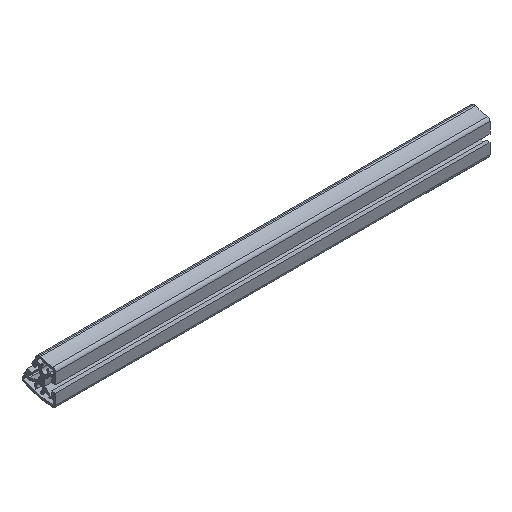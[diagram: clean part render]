
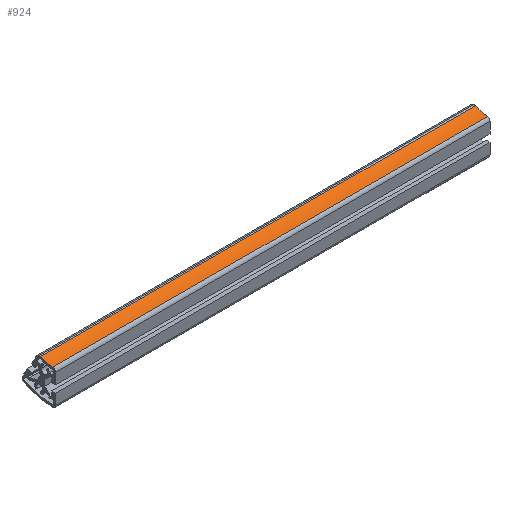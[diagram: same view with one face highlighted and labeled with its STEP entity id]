
A CAD part, isometric view. The second image highlights one B-rep face of the part: STEP entity #924.
In plain terms, the highlighted cylindrical face has radius 40 mm (diameter 80 mm), a partial arc.
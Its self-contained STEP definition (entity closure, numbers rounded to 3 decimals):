
#12 = CIRCLE ( 'NONE', #143, 40. ) ;
#50 = CIRCLE ( 'NONE', #1058, 40. ) ;
#55 = ORIENTED_EDGE ( 'NONE', *, *, #237, .F. ) ;
#95 = VERTEX_POINT ( 'NONE', #638 ) ;
#100 = EDGE_CURVE ( 'NONE', #644, #95, #1755, .T. ) ;
#143 = AXIS2_PLACEMENT_3D ( 'NONE', #379, #398, #1370 ) ;
#144 = VECTOR ( 'NONE', #1072, 1000. ) ;
#232 = VERTEX_POINT ( 'NONE', #471 ) ;
#237 = EDGE_CURVE ( 'NONE', #232, #644, #50, .T. ) ;
#298 = CARTESIAN_POINT ( 'NONE',  ( 500., 4.248, 2412.162 ) ) ;
#319 = CARTESIAN_POINT ( 'NONE',  ( 500., -12.9, 2448.3 ) ) ;
#376 = EDGE_CURVE ( 'NONE', #232, #456, #1084, .T. ) ;
#379 = CARTESIAN_POINT ( 'NONE',  ( 0., -12.9, 2448.3 ) ) ;
#392 = CARTESIAN_POINT ( 'NONE',  ( 0., 4.248, 2412.162 ) ) ;
#398 = DIRECTION ( 'NONE',  ( -1., 0., 0. ) ) ;
#456 = VERTEX_POINT ( 'NONE', #392 ) ;
#471 = CARTESIAN_POINT ( 'NONE',  ( 500., 4.248, 2412.162 ) ) ;
#472 = CARTESIAN_POINT ( 'NONE',  ( 500., -12.9, 2448.3 ) ) ;
#595 = DIRECTION ( 'NONE',  ( -1., 0., 0. ) ) ;
#602 = ORIENTED_EDGE ( 'NONE', *, *, #885, .T. ) ;
#638 = CARTESIAN_POINT ( 'NONE',  ( 0., -9.682, 2408.43 ) ) ;
#644 = VERTEX_POINT ( 'NONE', #1172 ) ;
#656 = CARTESIAN_POINT ( 'NONE',  ( 500., -9.682, 2408.43 ) ) ;
#763 = VECTOR ( 'NONE', #1251, 1000. ) ;
#879 = ORIENTED_EDGE ( 'NONE', *, *, #100, .F. ) ;
#885 = EDGE_CURVE ( 'NONE', #456, #95, #12, .T. ) ;
#924 = ADVANCED_FACE ( 'NONE', ( #1680 ), #983, .F. ) ;
#983 = CYLINDRICAL_SURFACE ( 'NONE', #1740, 40. ) ;
#1058 = AXIS2_PLACEMENT_3D ( 'NONE', #319, #595, #1423 ) ;
#1072 = DIRECTION ( 'NONE',  ( -1., 0., 0. ) ) ;
#1084 = LINE ( 'NONE', #298, #763 ) ;
#1161 = DIRECTION ( 'NONE',  ( 0., 0., 1. ) ) ;
#1172 = CARTESIAN_POINT ( 'NONE',  ( 500., -9.682, 2408.43 ) ) ;
#1251 = DIRECTION ( 'NONE',  ( -1., 0., 0. ) ) ;
#1313 = ORIENTED_EDGE ( 'NONE', *, *, #376, .T. ) ;
#1370 = DIRECTION ( 'NONE',  ( 0., 0., -1. ) ) ;
#1399 = EDGE_LOOP ( 'NONE', ( #602, #879, #55, #1313 ) ) ;
#1423 = DIRECTION ( 'NONE',  ( 0., 0., -1. ) ) ;
#1572 = DIRECTION ( 'NONE',  ( -1., 0., 0. ) ) ;
#1680 = FACE_OUTER_BOUND ( 'NONE', #1399, .T. ) ;
#1740 = AXIS2_PLACEMENT_3D ( 'NONE', #472, #1572, #1161 ) ;
#1755 = LINE ( 'NONE', #656, #144 ) ;
